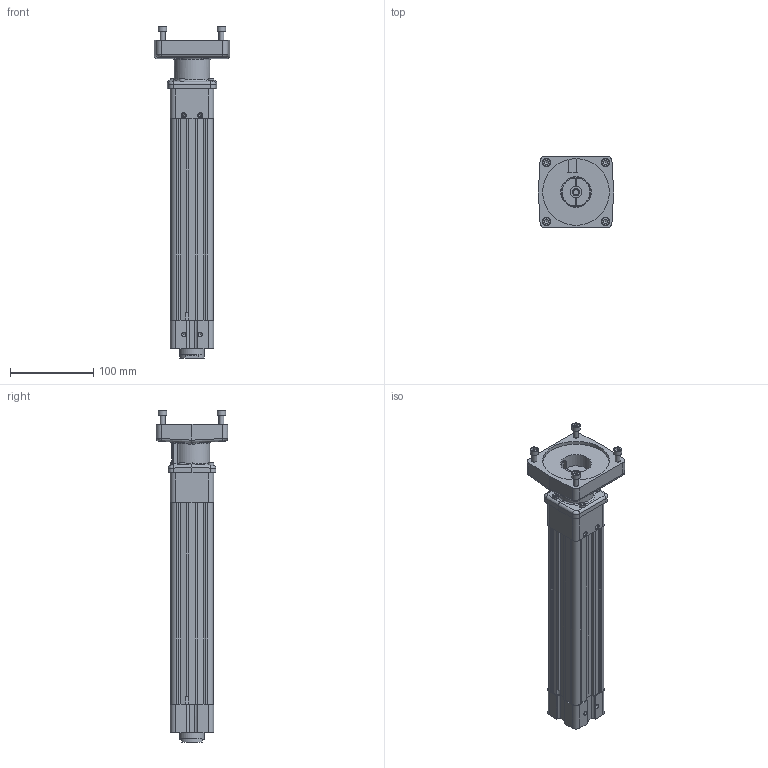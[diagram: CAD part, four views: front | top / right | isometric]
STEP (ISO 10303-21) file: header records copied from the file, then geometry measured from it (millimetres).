
FILE_DESCRIPTION (( 'STEP AP203' ), '1' );
FILE_NAME ('RS-492956-1.step', '2025-07-16T20:07:19', ( '' ), ( '' ), 'SwSTEP 2.0', 'SolidWorks 2024', '' );
FILE_SCHEMA (( 'CONFIG_CONTROL_DESIGN' ));
Length unit declared in the file: inch
Products named in the file (4): tempJoin5_45109053_RS-492956-1; RS-492956-1; Base_RS-492956-1; tempJoin0_21249103_RS-492956-1
Assembly tree (3 placements, depth 2):
  RS-492956-1
    tempJoin5_45109053_RS-492956-1
    tempJoin0_21249103_RS-492956-1
    Base_RS-492956-1
Bounding box: 90.22 x 85.72 x 398.26 mm (x, y, z)
Volume: 802650.7 mm3; surface area: 204750 mm2
Topology: 3 solids, 26 shells, 841 faces, 1989 edges, 1283 vertices
Faces by surface type: plane 484, cylinder 247, cone 54, bspline 34, torus 22
Full cylindrical faces by diameter (mm): 1.981 x2, 2.5 x1, 2.921 x4, 3.3 x8, 3.969 x2, 3.988 x2, 4 x13, 4.2 x4, 4.572 x1, 4.623 x4, 4.826 x4, 5 x6, 5.001 x6, 5.613 x4, 5.999 x4, 6 x4, 6.25 x2, 6.35 x2, 7 x9, 7.874 x4, 7.973 x1, 8.5 x8, 8.8 x1, 9.652 x8, 9.906 x1, 10 x4, 21.844 x1, 29.769 x1, 29.997 x2, 30.48 x1
Entity records: 24686 total; most frequent: CARTESIAN_POINT 5954, DIRECTION 3834, ORIENTED_EDGE 3474, EDGE_CURVE 1737, AXIS2_PLACEMENT_3D 1411, VERTEX_POINT 1213, EDGE_LOOP 1136, LINE 1012
